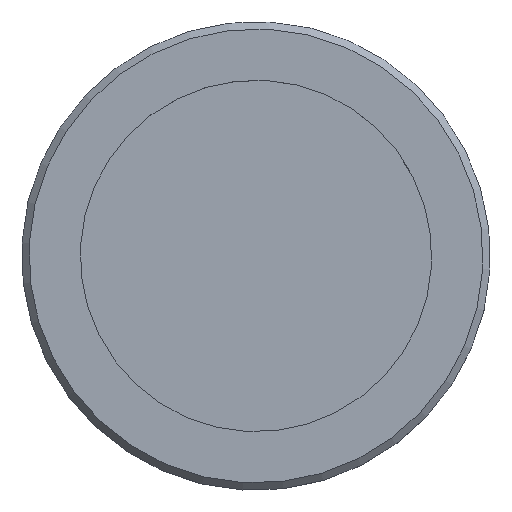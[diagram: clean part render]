
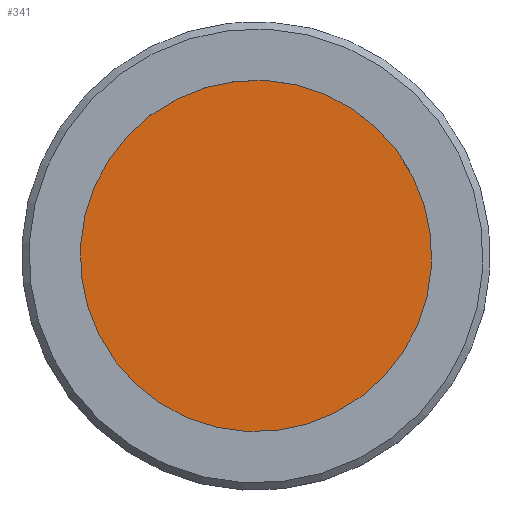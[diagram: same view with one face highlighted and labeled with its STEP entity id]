
A CAD part, top view. The second image highlights one B-rep face of the part: STEP entity #341.
In plain terms, the highlighted planar face has unit normal (0, 0, 1).
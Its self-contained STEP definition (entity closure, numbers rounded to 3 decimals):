
#20=PLANE('',#396);
#76=FACE_OUTER_BOUND('',#120,.T.);
#120=EDGE_LOOP('',(#260));
#152=CIRCLE('',#378,12.);
#180=VERTEX_POINT('',#559);
#208=EDGE_CURVE('',#180,#180,#152,.T.);
#260=ORIENTED_EDGE('',*,*,#208,.T.);
#341=ADVANCED_FACE('',(#76),#20,.F.);
#378=AXIS2_PLACEMENT_3D('',#560,#451,#452);
#396=AXIS2_PLACEMENT_3D('',#586,#487,#488);
#451=DIRECTION('center_axis',(0.,0.,1.));
#452=DIRECTION('ref_axis',(-0.396,-0.918,0.));
#487=DIRECTION('center_axis',(0.,0.,-1.));
#488=DIRECTION('ref_axis',(-0.886,0.463,0.));
#559=CARTESIAN_POINT('',(4.75,11.02,6.));
#560=CARTESIAN_POINT('Origin',(0.,0.,
6.));
#586=CARTESIAN_POINT('Origin',(0.,0.,6.));
